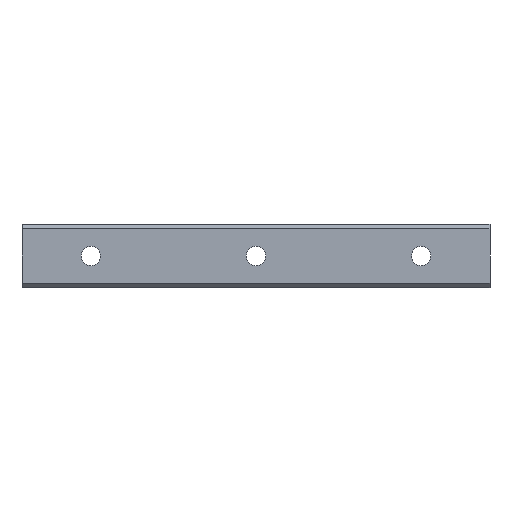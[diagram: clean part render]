
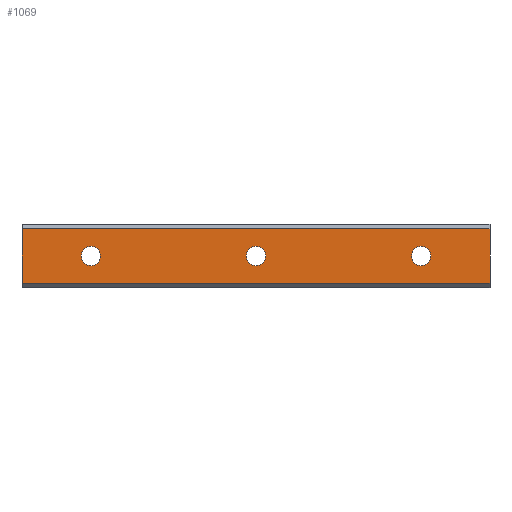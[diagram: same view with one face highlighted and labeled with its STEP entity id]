
A CAD part, front view. The second image highlights one B-rep face of the part: STEP entity #1069.
In plain terms, the highlighted planar face has unit normal (0, -1, 0).
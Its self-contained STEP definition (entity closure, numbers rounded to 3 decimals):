
#11 = FACE_OUTER_BOUND ( 'NONE', #518, .T. ) ;
#19 = FACE_BOUND ( 'NONE', #186, .T. ) ;
#26 = ORIENTED_EDGE ( 'NONE', *, *, #143, .F. ) ;
#35 = CARTESIAN_POINT ( 'NONE',  ( 120., 0., 0. ) ) ;
#41 = CARTESIAN_POINT ( 'NONE',  ( 0., 0., 0. ) ) ;
#52 = VECTOR ( 'NONE', #494, 1000. ) ;
#64 = DIRECTION ( 'NONE',  ( 1., 0., 0. ) ) ;
#76 = VERTEX_POINT ( 'NONE', #1185 ) ;
#78 = ORIENTED_EDGE ( 'NONE', *, *, #237, .F. ) ;
#79 = CARTESIAN_POINT ( 'NONE',  ( 120., 0., 3.5 ) ) ;
#86 = EDGE_CURVE ( 'NONE', #76, #178, #247, .T. ) ;
#112 = CIRCLE ( 'NONE', #737, 3.5 ) ;
#113 = CIRCLE ( 'NONE', #987, 3.5 ) ;
#116 = CARTESIAN_POINT ( 'NONE',  ( -25., 0., 9.9 ) ) ;
#129 = CIRCLE ( 'NONE', #1118, 3.5 ) ;
#138 = CARTESIAN_POINT ( 'NONE',  ( 145., 0., 9.9 ) ) ;
#143 = EDGE_CURVE ( 'NONE', #610, #1125, #112, .T. ) ;
#178 = VERTEX_POINT ( 'NONE', #1331 ) ;
#185 = CARTESIAN_POINT ( 'NONE',  ( 0., 0., 0. ) ) ;
#186 = EDGE_LOOP ( 'NONE', ( #406, #436 ) ) ;
#237 = EDGE_CURVE ( 'NONE', #711, #551, #846, .T. ) ;
#239 = EDGE_LOOP ( 'NONE', ( #26, #1090 ) ) ;
#244 = CARTESIAN_POINT ( 'NONE',  ( 0., 0., 3.5 ) ) ;
#247 = LINE ( 'NONE', #781, #1039 ) ;
#268 = CARTESIAN_POINT ( 'NONE',  ( -25., 0., 9.9 ) ) ;
#269 = CARTESIAN_POINT ( 'NONE',  ( 120., 0., 0. ) ) ;
#323 = LINE ( 'NONE', #116, #1228 ) ;
#330 = AXIS2_PLACEMENT_3D ( 'NONE', #138, #340, #1066 ) ;
#340 = DIRECTION ( 'NONE',  ( 0., 1., 0. ) ) ;
#406 = ORIENTED_EDGE ( 'NONE', *, *, #721, .F. ) ;
#421 = DIRECTION ( 'NONE',  ( 0., 0., 1. ) ) ;
#424 = ORIENTED_EDGE ( 'NONE', *, *, #1236, .F. ) ;
#436 = ORIENTED_EDGE ( 'NONE', *, *, #456, .F. ) ;
#452 = FACE_BOUND ( 'NONE', #519, .T. ) ;
#456 = EDGE_CURVE ( 'NONE', #835, #1166, #113, .T. ) ;
#469 = DIRECTION ( 'NONE',  ( 0., 0., 1. ) ) ;
#486 = CARTESIAN_POINT ( 'NONE',  ( 60., 0., 0. ) ) ;
#494 = DIRECTION ( 'NONE',  ( 0., 0., -1. ) ) ;
#496 = CARTESIAN_POINT ( 'NONE',  ( 60., 0., 0. ) ) ;
#498 = VERTEX_POINT ( 'NONE', #268 ) ;
#505 = DIRECTION ( 'NONE',  ( 0., -1., 0. ) ) ;
#518 = EDGE_LOOP ( 'NONE', ( #1030, #424, #722, #520 ) ) ;
#519 = EDGE_LOOP ( 'NONE', ( #1375, #78 ) ) ;
#520 = ORIENTED_EDGE ( 'NONE', *, *, #881, .F. ) ;
#551 = VERTEX_POINT ( 'NONE', #244 ) ;
#553 = CIRCLE ( 'NONE', #650, 3.5 ) ;
#571 = CARTESIAN_POINT ( 'NONE',  ( 120., 0., -3.5 ) ) ;
#603 = LINE ( 'NONE', #1018, #685 ) ;
#610 = VERTEX_POINT ( 'NONE', #79 ) ;
#650 = AXIS2_PLACEMENT_3D ( 'NONE', #41, #925, #1129 ) ;
#656 = FACE_BOUND ( 'NONE', #239, .T. ) ;
#666 = PLANE ( 'NONE',  #330 ) ;
#685 = VECTOR ( 'NONE', #64, 1000. ) ;
#692 = DIRECTION ( 'NONE',  ( 0., -1., 0. ) ) ;
#704 = LINE ( 'NONE', #1115, #52 ) ;
#706 = DIRECTION ( 'NONE',  ( 0., 0., 1. ) ) ;
#711 = VERTEX_POINT ( 'NONE', #750 ) ;
#721 = EDGE_CURVE ( 'NONE', #1166, #835, #1164, .T. ) ;
#722 = ORIENTED_EDGE ( 'NONE', *, *, #851, .F. ) ;
#735 = AXIS2_PLACEMENT_3D ( 'NONE', #496, #1239, #917 ) ;
#737 = AXIS2_PLACEMENT_3D ( 'NONE', #35, #1209, #469 ) ;
#745 = CARTESIAN_POINT ( 'NONE',  ( 145., 0., 9.9 ) ) ;
#748 = EDGE_CURVE ( 'NONE', #551, #711, #553, .T. ) ;
#750 = CARTESIAN_POINT ( 'NONE',  ( 0., 0., -3.5 ) ) ;
#781 = CARTESIAN_POINT ( 'NONE',  ( 145., 0., -9.9 ) ) ;
#788 = DIRECTION ( 'NONE',  ( 0., 0., 1. ) ) ;
#835 = VERTEX_POINT ( 'NONE', #903 ) ;
#846 = CIRCLE ( 'NONE', #1010, 3.5 ) ;
#851 = EDGE_CURVE ( 'NONE', #498, #933, #603, .T. ) ;
#881 = EDGE_CURVE ( 'NONE', #178, #498, #323, .T. ) ;
#903 = CARTESIAN_POINT ( 'NONE',  ( 60., 0., -3.5 ) ) ;
#917 = DIRECTION ( 'NONE',  ( 0., 0., 1. ) ) ;
#925 = DIRECTION ( 'NONE',  ( 0., -1., 0. ) ) ;
#933 = VERTEX_POINT ( 'NONE', #745 ) ;
#987 = AXIS2_PLACEMENT_3D ( 'NONE', #486, #1326, #788 ) ;
#1010 = AXIS2_PLACEMENT_3D ( 'NONE', #185, #505, #706 ) ;
#1018 = CARTESIAN_POINT ( 'NONE',  ( 145., 0., 9.9 ) ) ;
#1024 = CARTESIAN_POINT ( 'NONE',  ( 60., 0., 3.5 ) ) ;
#1030 = ORIENTED_EDGE ( 'NONE', *, *, #86, .F. ) ;
#1039 = VECTOR ( 'NONE', #1293, 1000. ) ;
#1066 = DIRECTION ( 'NONE',  ( 0., 0., 1. ) ) ;
#1069 = ADVANCED_FACE ( 'NONE', ( #11, #452, #656, #19 ), #666, .F. ) ;
#1090 = ORIENTED_EDGE ( 'NONE', *, *, #1281, .F. ) ;
#1101 = DIRECTION ( 'NONE',  ( 0., 0., 1. ) ) ;
#1115 = CARTESIAN_POINT ( 'NONE',  ( 145., 0., 9.9 ) ) ;
#1118 = AXIS2_PLACEMENT_3D ( 'NONE', #269, #692, #1101 ) ;
#1125 = VERTEX_POINT ( 'NONE', #571 ) ;
#1129 = DIRECTION ( 'NONE',  ( 0., 0., 1. ) ) ;
#1164 = CIRCLE ( 'NONE', #735, 3.5 ) ;
#1166 = VERTEX_POINT ( 'NONE', #1024 ) ;
#1185 = CARTESIAN_POINT ( 'NONE',  ( 145., 0., -9.9 ) ) ;
#1209 = DIRECTION ( 'NONE',  ( 0., -1., 0. ) ) ;
#1228 = VECTOR ( 'NONE', #421, 1000. ) ;
#1236 = EDGE_CURVE ( 'NONE', #933, #76, #704, .T. ) ;
#1239 = DIRECTION ( 'NONE',  ( 0., -1., 0. ) ) ;
#1281 = EDGE_CURVE ( 'NONE', #1125, #610, #129, .T. ) ;
#1293 = DIRECTION ( 'NONE',  ( -1., 0., 0. ) ) ;
#1326 = DIRECTION ( 'NONE',  ( 0., -1., 0. ) ) ;
#1331 = CARTESIAN_POINT ( 'NONE',  ( -25., 0., -9.9 ) ) ;
#1375 = ORIENTED_EDGE ( 'NONE', *, *, #748, .F. ) ;
